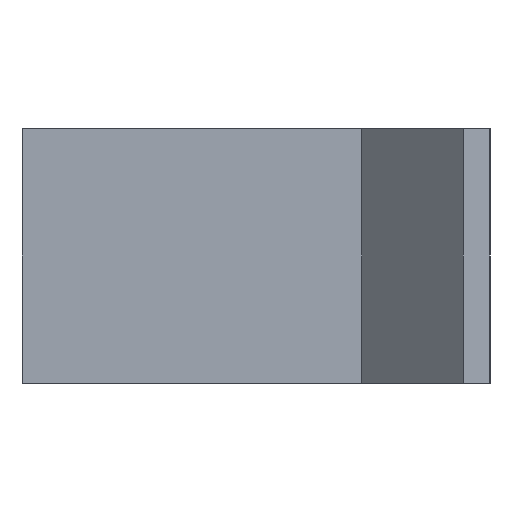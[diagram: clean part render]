
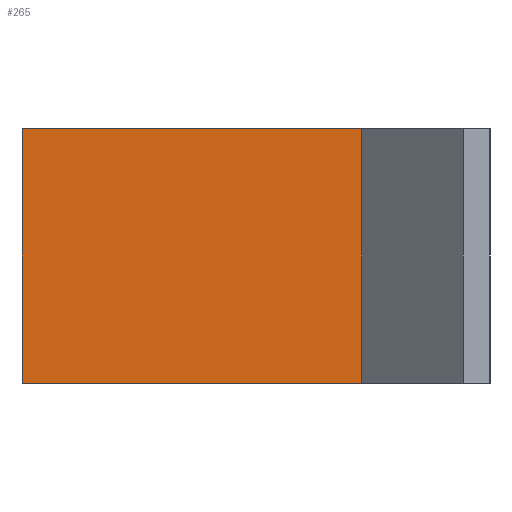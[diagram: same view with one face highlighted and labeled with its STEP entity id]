
A CAD part, left-side view. The second image highlights one B-rep face of the part: STEP entity #265.
In plain terms, the highlighted planar face has unit normal (-1, 0, 0).
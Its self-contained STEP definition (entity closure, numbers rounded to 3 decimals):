
#19=FACE_OUTER_BOUND('',#33,.T.);
#33=EDGE_LOOP('',(#191,#192,#193,#194));
#55=LINE('',#405,#91);
#56=LINE('',#408,#92);
#57=LINE('',#410,#93);
#58=LINE('',#411,#94);
#91=VECTOR('',#334,10.);
#92=VECTOR('',#337,10.);
#93=VECTOR('',#338,10.);
#94=VECTOR('',#339,10.);
#123=VERTEX_POINT('',#401);
#124=VERTEX_POINT('',#403);
#125=VERTEX_POINT('',#407);
#126=VERTEX_POINT('',#409);
#151=EDGE_CURVE('',#123,#124,#55,.T.);
#152=EDGE_CURVE('',#125,#123,#56,.T.);
#153=EDGE_CURVE('',#126,#124,#57,.T.);
#154=EDGE_CURVE('',#125,#126,#58,.T.);
#191=ORIENTED_EDGE('',*,*,#152,.T.);
#192=ORIENTED_EDGE('',*,*,#151,.T.);
#193=ORIENTED_EDGE('',*,*,#153,.F.);
#194=ORIENTED_EDGE('',*,*,#154,.F.);
#251=PLANE('',#302);
#265=ADVANCED_FACE('',(#19),#251,.T.);
#302=AXIS2_PLACEMENT_3D('',#406,#335,#336);
#334=DIRECTION('',(0.,0.,1.));
#335=DIRECTION('center_axis',(-1.,0.,0.));
#336=DIRECTION('ref_axis',(0.,-1.,0.));
#337=DIRECTION('',(0.,-1.,0.));
#338=DIRECTION('',(0.,-1.,0.));
#339=DIRECTION('',(0.,0.,1.));
#401=CARTESIAN_POINT('',(-17.,0.497,0.));
#403=CARTESIAN_POINT('',(-17.,0.497,8.));
#405=CARTESIAN_POINT('',(-17.,0.497,0.));
#406=CARTESIAN_POINT('Origin',(-17.,11.2,0.));
#407=CARTESIAN_POINT('',(-17.,11.2,0.));
#408=CARTESIAN_POINT('',(-17.,11.2,0.));
#409=CARTESIAN_POINT('',(-17.,11.2,8.));
#410=CARTESIAN_POINT('',(-17.,11.2,8.));
#411=CARTESIAN_POINT('',(-17.,11.2,0.));
